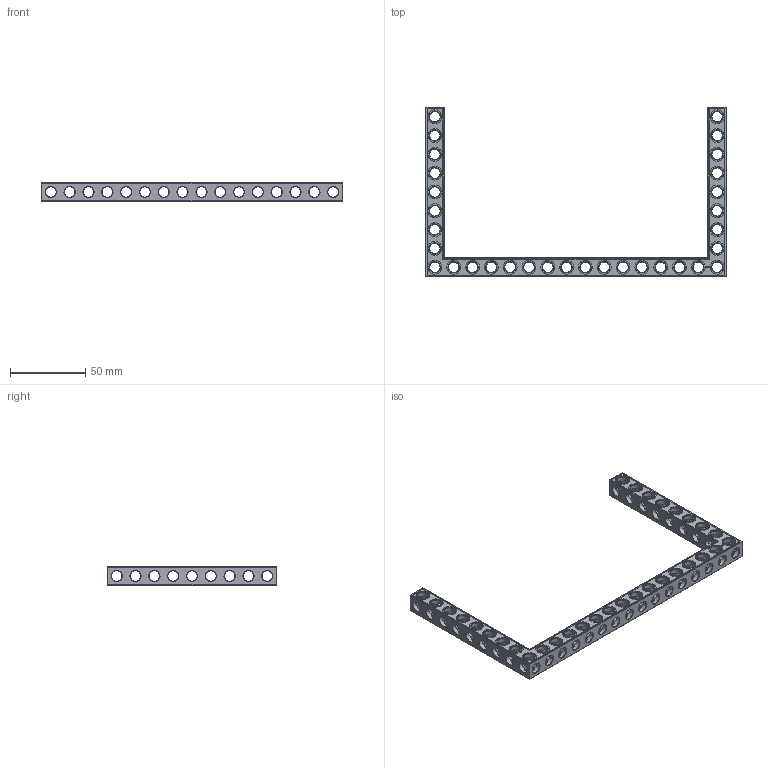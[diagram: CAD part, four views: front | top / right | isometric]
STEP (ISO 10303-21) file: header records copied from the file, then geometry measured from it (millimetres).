
FILE_DESCRIPTION(('FreeCAD Model'),'2;1');
FILE_NAME('Open CASCADE Shape Model','2022-03-06T13:58:58',('Author'),( ''),'Open CASCADE STEP processor 7.5','FreeCAD','Unknown');
FILE_SCHEMA(('AUTOMOTIVE_DESIGN { 1 0 10303 214 1 1 1 1 }'));
Products named in the file (1): Beam AGD ESS USH SYM BU16x09x01 - SPN-BEM-0563 (stemfie.org)
Bounding box: 200 x 112.5 x 12.5 mm (x, y, z)
Volume: 31261.5 mm3; surface area: 27953.7 mm2
Topology: 1 solids, 1 shells, 922 faces, 2798 edges, 1815 vertices
Faces by surface type: plane 405, extrusion 194, cylinder 193, cone 130
Full cylindrical faces by diameter (mm): 6.98 x20, 7 x141, 9.2 x32
Entity records: 155746 total; most frequent: CARTESIAN_POINT 103587, DIRECTION 8400, ORIENTED_EDGE 5596, PCURVE 5596, DEFINITIONAL_REPRESENTATION 5596, VECTOR 5338, LINE 5144, EDGE_CURVE 2798
